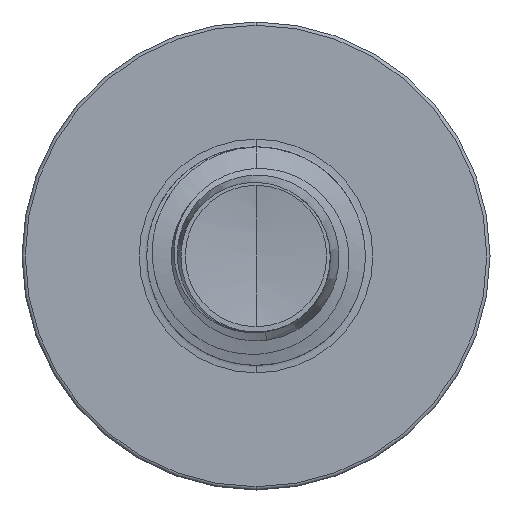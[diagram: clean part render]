
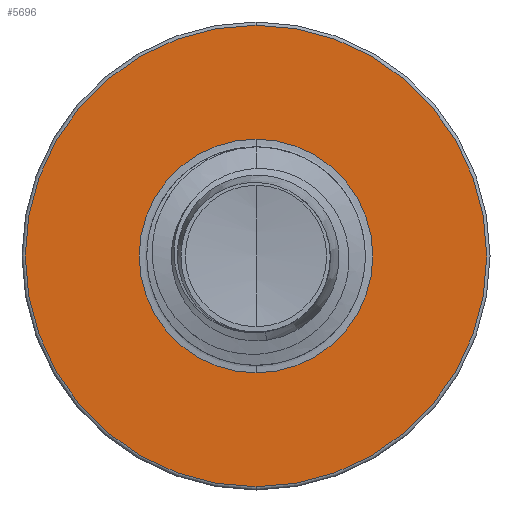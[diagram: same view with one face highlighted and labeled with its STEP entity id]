
A CAD part, front view. The second image highlights one B-rep face of the part: STEP entity #5696.
In plain terms, the highlighted planar face has unit normal (0, -1, 0).
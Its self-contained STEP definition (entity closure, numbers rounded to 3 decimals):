
#66 = AXIS2_PLACEMENT_3D ( 'NONE', #10500, #6009, #5990 ) ;
#130 = EDGE_CURVE ( 'NONE', #1427, #12580, #1844, .T. ) ;
#165 = EDGE_CURVE ( 'NONE', #6102, #431, #1612, .T. ) ;
#431 = VERTEX_POINT ( 'NONE', #10225 ) ;
#468 = EDGE_CURVE ( 'NONE', #431, #6102, #1030, .T. ) ;
#534 = EDGE_CURVE ( 'NONE', #12580, #1427, #954, .T. ) ;
#769 = AXIS2_PLACEMENT_3D ( 'NONE', #8224, #12168, #11242 ) ;
#954 = CIRCLE ( 'NONE', #5221, 1.872 ) ;
#1030 = CIRCLE ( 'NONE', #769, 3.698 ) ;
#1077 = CARTESIAN_POINT ( 'NONE',  ( 0., 6., 1.872 ) ) ;
#1202 = FACE_OUTER_BOUND ( 'NONE', #8880, .T. ) ;
#1427 = VERTEX_POINT ( 'NONE', #1077 ) ;
#1612 = CIRCLE ( 'NONE', #4542, 3.698 ) ;
#1844 = CIRCLE ( 'NONE', #66, 1.872 ) ;
#2085 = ORIENTED_EDGE ( 'NONE', *, *, #165, .F. ) ;
#3573 = CARTESIAN_POINT ( 'NONE',  ( 0., 6., -1.872 ) ) ;
#4542 = AXIS2_PLACEMENT_3D ( 'NONE', #5926, #5923, #5902 ) ;
#4929 = ORIENTED_EDGE ( 'NONE', *, *, #534, .T. ) ;
#4998 = CARTESIAN_POINT ( 'NONE',  ( 0., 6., -3.697 ) ) ;
#5221 = AXIS2_PLACEMENT_3D ( 'NONE', #9492, #8453, #8479 ) ;
#5596 = DIRECTION ( 'NONE',  ( 0., 0., 1. ) ) ;
#5619 = DIRECTION ( 'NONE',  ( 0., 1., 0. ) ) ;
#5696 = ADVANCED_FACE ( 'NONE', ( #1202, #12897 ), #6194, .F. ) ;
#5902 = DIRECTION ( 'NONE',  ( 0., 0., 1. ) ) ;
#5923 = DIRECTION ( 'NONE',  ( 0., 1., 0. ) ) ;
#5926 = CARTESIAN_POINT ( 'NONE',  ( 0., 6., 0. ) ) ;
#5990 = DIRECTION ( 'NONE',  ( 0., 0., 1. ) ) ;
#6009 = DIRECTION ( 'NONE',  ( 0., 1., 0. ) ) ;
#6102 = VERTEX_POINT ( 'NONE', #4998 ) ;
#6171 = CARTESIAN_POINT ( 'NONE',  ( 0., 6., -1.872 ) ) ;
#6194 = PLANE ( 'NONE',  #12014 ) ;
#8224 = CARTESIAN_POINT ( 'NONE',  ( 0., 6., 0. ) ) ;
#8453 = DIRECTION ( 'NONE',  ( 0., 1., 0. ) ) ;
#8479 = DIRECTION ( 'NONE',  ( 0., 0., 1. ) ) ;
#8880 = EDGE_LOOP ( 'NONE', ( #12888, #2085 ) ) ;
#9492 = CARTESIAN_POINT ( 'NONE',  ( 0., 6., 0. ) ) ;
#10225 = CARTESIAN_POINT ( 'NONE',  ( 0., 6., 3.698 ) ) ;
#10500 = CARTESIAN_POINT ( 'NONE',  ( 0., 6., 0. ) ) ;
#11242 = DIRECTION ( 'NONE',  ( 0., 0., 1. ) ) ;
#11838 = ORIENTED_EDGE ( 'NONE', *, *, #130, .T. ) ;
#12014 = AXIS2_PLACEMENT_3D ( 'NONE', #6171, #5619, #5596 ) ;
#12112 = EDGE_LOOP ( 'NONE', ( #11838, #4929 ) ) ;
#12168 = DIRECTION ( 'NONE',  ( 0., 1., 0. ) ) ;
#12580 = VERTEX_POINT ( 'NONE', #3573 ) ;
#12888 = ORIENTED_EDGE ( 'NONE', *, *, #468, .F. ) ;
#12897 = FACE_BOUND ( 'NONE', #12112, .T. ) ;
